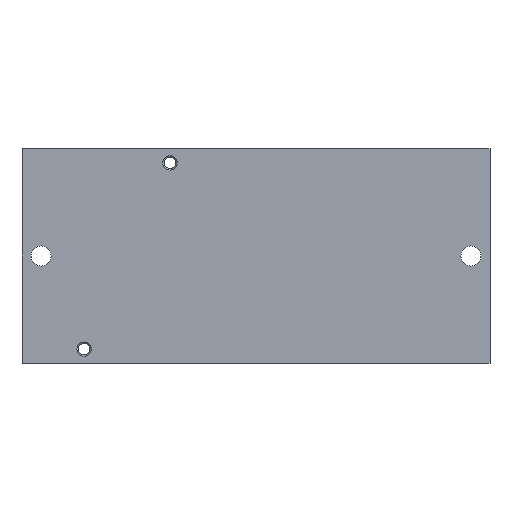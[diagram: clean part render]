
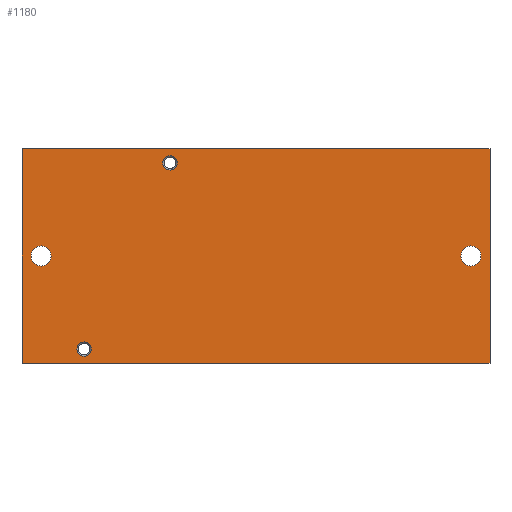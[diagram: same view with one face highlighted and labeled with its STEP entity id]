
A CAD part, front view. The second image highlights one B-rep face of the part: STEP entity #1180.
In plain terms, the highlighted planar face has unit normal (0, -1, 0).
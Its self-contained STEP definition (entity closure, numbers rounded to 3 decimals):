
#81=LINE('',#1901,#141);
#91=LINE('',#1921,#151);
#95=LINE('',#1928,#155);
#98=LINE('',#1933,#158);
#141=VECTOR('',#1485,1000.);
#151=VECTOR('',#1497,1000.);
#155=VECTOR('',#1503,1000.);
#158=VECTOR('',#1508,1000.);
#234=ORIENTED_EDGE('',*,*,#506,.F.);
#235=ORIENTED_EDGE('',*,*,#507,.F.);
#236=ORIENTED_EDGE('',*,*,#508,.T.);
#237=ORIENTED_EDGE('',*,*,#509,.T.);
#238=ORIENTED_EDGE('',*,*,#502,.F.);
#239=ORIENTED_EDGE('',*,*,#498,.F.);
#240=ORIENTED_EDGE('',*,*,#505,.F.);
#241=ORIENTED_EDGE('',*,*,#488,.F.);
#488=EDGE_CURVE('',#627,#628,#81,.T.);
#498=EDGE_CURVE('',#636,#637,#91,.T.);
#502=EDGE_CURVE('',#637,#627,#95,.T.);
#505=EDGE_CURVE('',#628,#636,#98,.T.);
#506=EDGE_CURVE('',#640,#640,#729,.T.);
#507=EDGE_CURVE('',#641,#641,#730,.T.);
#508=EDGE_CURVE('',#642,#642,#731,.T.);
#509=EDGE_CURVE('',#643,#643,#732,.T.);
#627=VERTEX_POINT('',#1900);
#628=VERTEX_POINT('',#1902);
#636=VERTEX_POINT('',#1920);
#637=VERTEX_POINT('',#1922);
#640=VERTEX_POINT('',#1936);
#641=VERTEX_POINT('',#1938);
#642=VERTEX_POINT('',#1940);
#643=VERTEX_POINT('',#1942);
#729=CIRCLE('',#1292,1.5);
#730=CIRCLE('',#1293,1.5);
#731=CIRCLE('',#1294,2.1);
#732=CIRCLE('',#1295,2.1);
#810=EDGE_LOOP('',(#234));
#811=EDGE_LOOP('',(#235));
#812=EDGE_LOOP('',(#236));
#813=EDGE_LOOP('',(#237));
#814=EDGE_LOOP('',(#238,#239,#240,#241));
#974=FACE_BOUND('',#810,.T.);
#975=FACE_BOUND('',#811,.T.);
#976=FACE_BOUND('',#812,.T.);
#977=FACE_BOUND('',#813,.T.);
#978=FACE_BOUND('',#814,.T.);
#1135=PLANE('',#1291);
#1180=ADVANCED_FACE('',(#974,#975,#976,#977,#978),#1135,.F.);
#1291=AXIS2_PLACEMENT_3D('',#1934,#1509,#1510);
#1292=AXIS2_PLACEMENT_3D('',#1935,#1511,#1512);
#1293=AXIS2_PLACEMENT_3D('',#1937,#1513,#1514);
#1294=AXIS2_PLACEMENT_3D('',#1939,#1515,#1516);
#1295=AXIS2_PLACEMENT_3D('',#1941,#1517,#1518);
#1485=DIRECTION('',(0.,0.,1.));
#1497=DIRECTION('',(0.,0.,-1.));
#1503=DIRECTION('',(-1.,0.,0.));
#1508=DIRECTION('',(1.,0.,0.));
#1509=DIRECTION('',(0.,1.,0.));
#1510=DIRECTION('',(0.,0.,1.));
#1511=DIRECTION('',(0.,-1.,0.));
#1512=DIRECTION('',(0.,0.,-1.));
#1513=DIRECTION('',(0.,-1.,0.));
#1514=DIRECTION('',(0.,0.,-1.));
#1515=DIRECTION('',(0.,1.,0.));
#1516=DIRECTION('',(1.,0.,0.));
#1517=DIRECTION('',(0.,1.,0.));
#1518=DIRECTION('',(1.,0.,0.));
#1900=CARTESIAN_POINT('',(0.,0.,-22.5));
#1901=CARTESIAN_POINT('',(0.,0.,-22.5));
#1902=CARTESIAN_POINT('',(0.,0.,22.5));
#1920=CARTESIAN_POINT('',(98.,0.,22.5));
#1921=CARTESIAN_POINT('',(98.,0.,22.5));
#1922=CARTESIAN_POINT('',(98.,0.,-22.5));
#1928=CARTESIAN_POINT('',(98.,0.,-22.5));
#1933=CARTESIAN_POINT('',(0.,0.,22.5));
#1934=CARTESIAN_POINT('',(0.,0.,0.));
#1935=CARTESIAN_POINT('',(13.,0.,-19.5));
#1936=CARTESIAN_POINT('',(13.,0.,-21.));
#1937=CARTESIAN_POINT('',(31.,0.,19.5));
#1938=CARTESIAN_POINT('',(31.,0.,18.));
#1939=CARTESIAN_POINT('',(94.,0.,0.));
#1940=CARTESIAN_POINT('',(96.1,0.,0.));
#1941=CARTESIAN_POINT('',(4.,0.,0.));
#1942=CARTESIAN_POINT('',(6.1,0.,0.));
